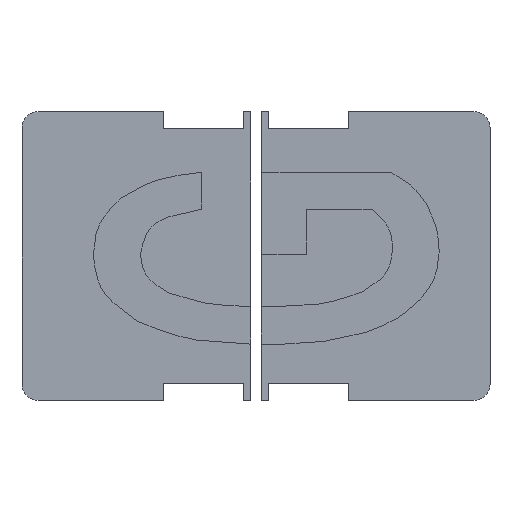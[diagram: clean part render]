
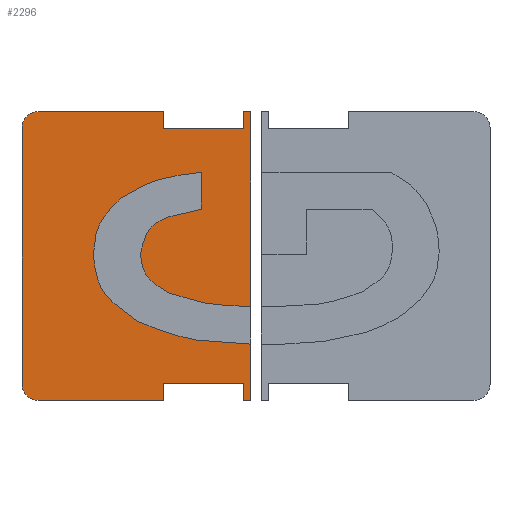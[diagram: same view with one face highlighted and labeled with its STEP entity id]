
A CAD part, top view. The second image highlights one B-rep face of the part: STEP entity #2296.
In plain terms, the highlighted planar face has unit normal (0, 0, 1).
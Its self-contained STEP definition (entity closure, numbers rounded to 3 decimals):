
#21=CIRCLE('',#2412,3.);
#22=CIRCLE('',#2413,3.);
#174=FACE_OUTER_BOUND('',#296,.T.);
#296=EDGE_LOOP('',(#2004,#2005,#2006,#2007,#2008,#2009,#2010,#2011,#2012,
#2013,#2014,#2015,#2016,#2017,#2018,#2019,#2020,#2021,#2022,#2023,#2024,
#2025,#2026));
#521=LINE('',#4059,#779);
#523=LINE('',#4077,#781);
#530=LINE('',#4208,#788);
#535=LINE('',#4318,#793);
#536=LINE('',#4320,#794);
#537=LINE('',#4322,#795);
#538=LINE('',#4324,#796);
#539=LINE('',#4326,#797);
#540=LINE('',#4330,#798);
#541=LINE('',#4334,#799);
#542=LINE('',#4336,#800);
#543=LINE('',#4338,#801);
#544=LINE('',#4340,#802);
#545=LINE('',#4341,#803);
#779=VECTOR('',#2800,10.);
#781=VECTOR('',#2802,10.);
#788=VECTOR('',#2813,10.);
#793=VECTOR('',#2820,10.);
#794=VECTOR('',#2821,10.);
#795=VECTOR('',#2822,10.);
#796=VECTOR('',#2823,10.);
#797=VECTOR('',#2824,10.);
#798=VECTOR('',#2827,10.);
#799=VECTOR('',#2830,10.);
#800=VECTOR('',#2831,10.);
#801=VECTOR('',#2832,10.);
#802=VECTOR('',#2833,10.);
#803=VECTOR('',#2834,10.);
#884=B_SPLINE_CURVE_WITH_KNOTS('',3,(#4146,#4147,#4148,#4149,#4150),
 .UNSPECIFIED.,.F.,.F.,(4,1,4),(0.,0.34,0.763),
 .UNSPECIFIED.);
#885=B_SPLINE_CURVE_WITH_KNOTS('',3,(#4173,#4174,#4175,#4176,#4177),
 .UNSPECIFIED.,.F.,.F.,(4,1,4),(0.,0.315,0.61),
 .UNSPECIFIED.);
#886=B_SPLINE_CURVE_WITH_KNOTS('',3,(#4200,#4201,#4202,#4203,#4204),
 .UNSPECIFIED.,.F.,.F.,(4,1,4),(0.,0.453,0.902),
 .UNSPECIFIED.);
#887=B_SPLINE_CURVE_WITH_KNOTS('',3,(#4231,#4232,#4233,#4234,#4235),
 .UNSPECIFIED.,.F.,.F.,(4,1,4),(0.,0.383,0.811),
 .UNSPECIFIED.);
#888=B_SPLINE_CURVE_WITH_KNOTS('',3,(#4258,#4259,#4260,#4261,#4262),
 .UNSPECIFIED.,.F.,.F.,(4,1,4),(0.,0.453,0.846),
 .UNSPECIFIED.);
#889=B_SPLINE_CURVE_WITH_KNOTS('',3,(#4285,#4286,#4287,#4288,#4289),
 .UNSPECIFIED.,.F.,.F.,(4,1,4),(0.,0.484,1.012),
 .UNSPECIFIED.);
#890=B_SPLINE_CURVE_WITH_KNOTS('',3,(#4311,#4312,#4313,#4314,#4315),
 .UNSPECIFIED.,.F.,.F.,(4,1,4),(0.041,0.611,1.128),
 .UNSPECIFIED.);
#1066=VERTEX_POINT('',#4056);
#1067=VERTEX_POINT('',#4058);
#1070=VERTEX_POINT('',#4069);
#1071=VERTEX_POINT('',#4076);
#1080=VERTEX_POINT('',#4145);
#1081=VERTEX_POINT('',#4172);
#1082=VERTEX_POINT('',#4199);
#1083=VERTEX_POINT('',#4207);
#1084=VERTEX_POINT('',#4230);
#1085=VERTEX_POINT('',#4257);
#1086=VERTEX_POINT('',#4284);
#1087=VERTEX_POINT('',#4317);
#1088=VERTEX_POINT('',#4319);
#1089=VERTEX_POINT('',#4321);
#1090=VERTEX_POINT('',#4323);
#1091=VERTEX_POINT('',#4325);
#1092=VERTEX_POINT('',#4327);
#1093=VERTEX_POINT('',#4329);
#1094=VERTEX_POINT('',#4331);
#1095=VERTEX_POINT('',#4333);
#1096=VERTEX_POINT('',#4335);
#1097=VERTEX_POINT('',#4337);
#1098=VERTEX_POINT('',#4339);
#1373=EDGE_CURVE('',#1067,#1066,#521,.T.);
#1377=EDGE_CURVE('',#1071,#1070,#523,.T.);
#1388=EDGE_CURVE('',#1080,#1067,#884,.T.);
#1390=EDGE_CURVE('',#1081,#1080,#885,.T.);
#1392=EDGE_CURVE('',#1082,#1081,#886,.T.);
#1394=EDGE_CURVE('',#1083,#1082,#530,.T.);
#1396=EDGE_CURVE('',#1084,#1083,#887,.T.);
#1398=EDGE_CURVE('',#1085,#1084,#888,.T.);
#1400=EDGE_CURVE('',#1086,#1085,#889,.T.);
#1402=EDGE_CURVE('',#1070,#1086,#890,.T.);
#1403=EDGE_CURVE('',#1066,#1087,#535,.T.);
#1404=EDGE_CURVE('',#1087,#1088,#536,.T.);
#1405=EDGE_CURVE('',#1088,#1089,#537,.T.);
#1406=EDGE_CURVE('',#1089,#1090,#538,.T.);
#1407=EDGE_CURVE('',#1090,#1091,#539,.T.);
#1408=EDGE_CURVE('',#1091,#1092,#21,.T.);
#1409=EDGE_CURVE('',#1092,#1093,#540,.T.);
#1410=EDGE_CURVE('',#1093,#1094,#22,.T.);
#1411=EDGE_CURVE('',#1094,#1095,#541,.T.);
#1412=EDGE_CURVE('',#1095,#1096,#542,.T.);
#1413=EDGE_CURVE('',#1096,#1097,#543,.T.);
#1414=EDGE_CURVE('',#1097,#1098,#544,.T.);
#1415=EDGE_CURVE('',#1098,#1071,#545,.T.);
#2004=ORIENTED_EDGE('',*,*,#1402,.T.);
#2005=ORIENTED_EDGE('',*,*,#1400,.T.);
#2006=ORIENTED_EDGE('',*,*,#1398,.T.);
#2007=ORIENTED_EDGE('',*,*,#1396,.T.);
#2008=ORIENTED_EDGE('',*,*,#1394,.T.);
#2009=ORIENTED_EDGE('',*,*,#1392,.T.);
#2010=ORIENTED_EDGE('',*,*,#1390,.T.);
#2011=ORIENTED_EDGE('',*,*,#1388,.T.);
#2012=ORIENTED_EDGE('',*,*,#1373,.T.);
#2013=ORIENTED_EDGE('',*,*,#1403,.T.);
#2014=ORIENTED_EDGE('',*,*,#1404,.T.);
#2015=ORIENTED_EDGE('',*,*,#1405,.T.);
#2016=ORIENTED_EDGE('',*,*,#1406,.T.);
#2017=ORIENTED_EDGE('',*,*,#1407,.T.);
#2018=ORIENTED_EDGE('',*,*,#1408,.T.);
#2019=ORIENTED_EDGE('',*,*,#1409,.T.);
#2020=ORIENTED_EDGE('',*,*,#1410,.T.);
#2021=ORIENTED_EDGE('',*,*,#1411,.T.);
#2022=ORIENTED_EDGE('',*,*,#1412,.T.);
#2023=ORIENTED_EDGE('',*,*,#1413,.T.);
#2024=ORIENTED_EDGE('',*,*,#1414,.T.);
#2025=ORIENTED_EDGE('',*,*,#1415,.T.);
#2026=ORIENTED_EDGE('',*,*,#1377,.T.);
#2176=PLANE('',#2411);
#2296=ADVANCED_FACE('',(#174),#2176,.T.);
#2411=AXIS2_PLACEMENT_3D('',#4316,#2818,#2819);
#2412=AXIS2_PLACEMENT_3D('',#4328,#2825,#2826);
#2413=AXIS2_PLACEMENT_3D('',#4332,#2828,#2829);
#2800=DIRECTION('',(0.,1.,0.));
#2802=DIRECTION('',(0.,1.,0.));
#2813=DIRECTION('',(0.,-1.,0.));
#2818=DIRECTION('center_axis',(0.,0.,1.));
#2819=DIRECTION('ref_axis',(1.,0.,0.));
#2820=DIRECTION('',(-1.,0.,0.));
#2821=DIRECTION('',(0.,-1.,0.));
#2822=DIRECTION('',(-1.,0.,0.));
#2823=DIRECTION('',(0.,1.,0.));
#2824=DIRECTION('',(-1.,0.,0.));
#2825=DIRECTION('center_axis',(0.,0.,1.));
#2826=DIRECTION('ref_axis',(0.,1.,0.));
#2827=DIRECTION('',(0.,-1.,0.));
#2828=DIRECTION('center_axis',(0.,0.,1.));
#2829=DIRECTION('ref_axis',(-1.,0.,0.));
#2830=DIRECTION('',(1.,0.,0.));
#2831=DIRECTION('',(0.,1.,0.));
#2832=DIRECTION('',(1.,0.,0.));
#2833=DIRECTION('',(0.,-1.,0.));
#2834=DIRECTION('',(1.,0.,0.));
#4056=CARTESIAN_POINT('',(42.8,54.,0.6));
#4058=CARTESIAN_POINT('',(42.8,17.557,0.6));
#4059=CARTESIAN_POINT('',(42.8,54.,0.6));
#4069=CARTESIAN_POINT('',(42.8,10.511,0.6));
#4076=CARTESIAN_POINT('',(42.8,0.,0.6));
#4077=CARTESIAN_POINT('',(42.8,54.,0.6));
#4145=CARTESIAN_POINT('',(27.461,20.084,0.6));
#4146=CARTESIAN_POINT('Ctrl Pts',(27.461,20.084,0.6));
#4147=CARTESIAN_POINT('Ctrl Pts',(29.594,19.368,0.6));
#4148=CARTESIAN_POINT('Ctrl Pts',(34.382,17.76,0.6));
#4149=CARTESIAN_POINT('Ctrl Pts',(39.795,17.623,0.6));
#4150=CARTESIAN_POINT('Ctrl Pts',(42.8,17.557,0.6));
#4172=CARTESIAN_POINT('',(22.139,27.288,0.6));
#4173=CARTESIAN_POINT('Ctrl Pts',(22.139,27.288,0.6));
#4174=CARTESIAN_POINT('Ctrl Pts',(22.329,25.821,0.6));
#4175=CARTESIAN_POINT('Ctrl Pts',(22.698,22.981,0.6));
#4176=CARTESIAN_POINT('Ctrl Pts',(25.909,21.028,0.6));
#4177=CARTESIAN_POINT('Ctrl Pts',(27.461,20.084,0.6));
#4199=CARTESIAN_POINT('',(33.519,35.772,0.6));
#4200=CARTESIAN_POINT('Ctrl Pts',(33.519,35.772,0.6));
#4201=CARTESIAN_POINT('Ctrl Pts',(30.2,35.132,0.6));
#4202=CARTESIAN_POINT('Ctrl Pts',(23.592,33.858,0.6));
#4203=CARTESIAN_POINT('Ctrl Pts',(22.622,29.472,0.6));
#4204=CARTESIAN_POINT('Ctrl Pts',(22.139,27.288,0.6));
#4207=CARTESIAN_POINT('',(33.519,42.671,0.6));
#4208=CARTESIAN_POINT('',(33.519,31.386,0.6));
#4230=CARTESIAN_POINT('',(18.547,37.886,0.6));
#4231=CARTESIAN_POINT('Ctrl Pts',(18.547,37.886,0.6));
#4232=CARTESIAN_POINT('Ctrl Pts',(20.551,39.086,0.6));
#4233=CARTESIAN_POINT('Ctrl Pts',(24.791,41.625,0.6));
#4234=CARTESIAN_POINT('Ctrl Pts',(30.505,42.31,0.6));
#4235=CARTESIAN_POINT('Ctrl Pts',(33.519,42.671,0.6));
#4257=CARTESIAN_POINT('',(13.355,27.149,0.6));
#4258=CARTESIAN_POINT('Ctrl Pts',(13.355,27.149,0.6));
#4259=CARTESIAN_POINT('Ctrl Pts',(13.502,29.23,0.6));
#4260=CARTESIAN_POINT('Ctrl Pts',(13.777,33.114,0.6));
#4261=CARTESIAN_POINT('Ctrl Pts',(17.035,36.373,0.6));
#4262=CARTESIAN_POINT('Ctrl Pts',(18.547,37.886,0.6));
#4284=CARTESIAN_POINT('',(21.403,14.882,0.6));
#4285=CARTESIAN_POINT('Ctrl Pts',(21.403,14.882,0.6));
#4286=CARTESIAN_POINT('Ctrl Pts',(19.057,16.544,0.6));
#4287=CARTESIAN_POINT('Ctrl Pts',(14.156,20.015,0.6));
#4288=CARTESIAN_POINT('Ctrl Pts',(13.63,24.705,0.6));
#4289=CARTESIAN_POINT('Ctrl Pts',(13.355,27.149,0.6));
#4311=CARTESIAN_POINT('Ctrl Pts',(42.8,10.511,0.6));
#4312=CARTESIAN_POINT('Ctrl Pts',(38.734,10.621,0.6));
#4313=CARTESIAN_POINT('Ctrl Pts',(31.017,10.915,0.6));
#4314=CARTESIAN_POINT('Ctrl Pts',(24.503,13.603,0.6));
#4315=CARTESIAN_POINT('Ctrl Pts',(21.403,14.882,0.6));
#4316=CARTESIAN_POINT('Origin',(21.4,27.,0.6));
#4317=CARTESIAN_POINT('',(41.4,54.,0.6));
#4318=CARTESIAN_POINT('',(82.6,54.,0.6));
#4319=CARTESIAN_POINT('',(41.4,50.8,0.6));
#4320=CARTESIAN_POINT('',(41.4,50.8,0.6));
#4321=CARTESIAN_POINT('',(26.4,50.8,0.6));
#4322=CARTESIAN_POINT('',(26.4,50.8,0.6));
#4323=CARTESIAN_POINT('',(26.4,54.,0.6));
#4324=CARTESIAN_POINT('',(26.4,54.,0.6));
#4325=CARTESIAN_POINT('',(3.,54.,0.6));
#4326=CARTESIAN_POINT('',(82.6,54.,0.6));
#4327=CARTESIAN_POINT('',(0.,51.,0.6));
#4328=CARTESIAN_POINT('Origin',(3.,51.,0.6));
#4329=CARTESIAN_POINT('',(0.,3.,0.6));
#4330=CARTESIAN_POINT('',(0.,51.,0.6));
#4331=CARTESIAN_POINT('',(3.,0.,0.6));
#4332=CARTESIAN_POINT('Origin',(3.,3.,0.6));
#4333=CARTESIAN_POINT('',(26.4,0.,0.6));
#4334=CARTESIAN_POINT('',(3.,0.,0.6));
#4335=CARTESIAN_POINT('',(26.4,3.2,0.6));
#4336=CARTESIAN_POINT('',(26.4,0.,0.6));
#4337=CARTESIAN_POINT('',(41.4,3.2,0.6));
#4338=CARTESIAN_POINT('',(26.4,3.2,0.6));
#4339=CARTESIAN_POINT('',(41.4,0.,0.6));
#4340=CARTESIAN_POINT('',(41.4,3.2,0.6));
#4341=CARTESIAN_POINT('',(3.,0.,0.6));
